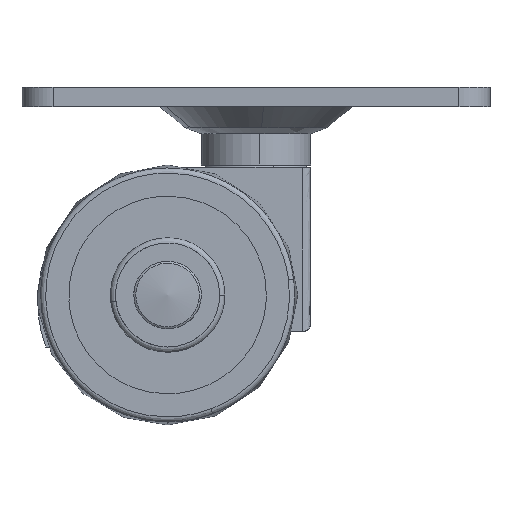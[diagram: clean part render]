
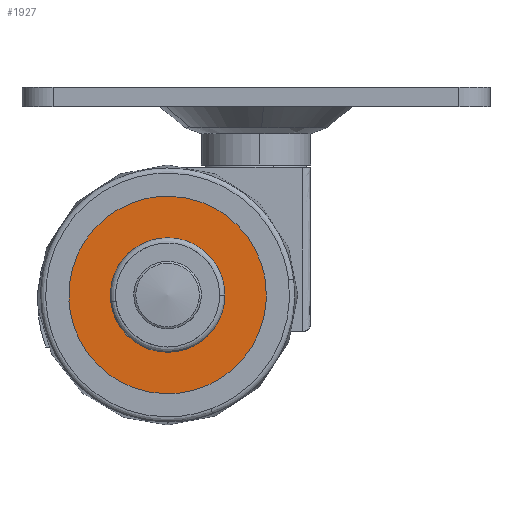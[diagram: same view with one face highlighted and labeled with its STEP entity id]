
A CAD part, front view. The second image highlights one B-rep face of the part: STEP entity #1927.
In plain terms, the highlighted free-form (B-spline) face has degree [1, 1] with [2, 2] control points.
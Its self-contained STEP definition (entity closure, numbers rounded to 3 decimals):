
#316=CARTESIAN_POINT('',(-8.609,16.0,6.848));
#317=VERTEX_POINT('',#316);
#323=CARTESIAN_POINT('',(0.0,16.0,-11.0));
#324=VERTEX_POINT('',#323);
#325=CARTESIAN_POINT('',(0.0,16.0,-11.0));
#326=CARTESIAN_POINT('',(-11.0,16.,-11.0));
#327=CARTESIAN_POINT('',(-11.0,16.0,0.0));
#328=CARTESIAN_POINT('',(-11.0,16.,3.841));
#329=CARTESIAN_POINT('',(-8.609,16.,6.848));
#337=(BOUNDED_CURVE()B_SPLINE_CURVE(2,(#325,#326,#327,#328,#329),.UNSPECIFIED.,.F.,.U.)B_SPLINE_CURVE_WITH_KNOTS((3,2,3),(0.5,0.75,0.858),.UNSPECIFIED.)CURVE()GEOMETRIC_REPRESENTATION_ITEM()RATIONAL_B_SPLINE_CURVE((1.0,0.707,1.0,0.874,0.856))REPRESENTATION_ITEM(''));
#338=EDGE_CURVE('',#324,#317,#337,.T.);
#340=CARTESIAN_POINT('',(6.848,16.0,8.609));
#341=VERTEX_POINT('',#340);
#342=CARTESIAN_POINT('',(6.848,16.,8.609));
#343=CARTESIAN_POINT('',(11.0,16.0,5.306));
#344=CARTESIAN_POINT('',(11.0,16.0,0.0));
#345=CARTESIAN_POINT('',(11.0,16.,-11.0));
#346=CARTESIAN_POINT('',(0.0,16.0,-11.0));
#354=(BOUNDED_CURVE()B_SPLINE_CURVE(2,(#342,#343,#344,#345,#346),.UNSPECIFIED.,.F.,.U.)B_SPLINE_CURVE_WITH_KNOTS((3,2,3),(0.108,0.25,0.5),.UNSPECIFIED.)CURVE()GEOMETRIC_REPRESENTATION_ITEM()RATIONAL_B_SPLINE_CURVE((0.856,0.833,1.0,0.707,1.0))REPRESENTATION_ITEM(''));
#355=EDGE_CURVE('',#341,#324,#354,.T.);
#395=CARTESIAN_POINT('',(0.0,16.0,11.0));
#396=VERTEX_POINT('',#395);
#397=CARTESIAN_POINT('',(0.0,16.0,11.0));
#398=CARTESIAN_POINT('',(3.841,16.0,11.0));
#399=CARTESIAN_POINT('',(6.848,16.,8.609));
#407=(BOUNDED_CURVE()B_SPLINE_CURVE(2,(#397,#398,#399),.UNSPECIFIED.,.F.,.U.)B_SPLINE_CURVE_WITH_KNOTS((3,3),(0.0,0.108),.UNSPECIFIED.)CURVE()GEOMETRIC_REPRESENTATION_ITEM()RATIONAL_B_SPLINE_CURVE((1.0,0.874,0.856))REPRESENTATION_ITEM(''));
#408=EDGE_CURVE('',#396,#341,#407,.T.);
#410=CARTESIAN_POINT('',(-8.609,16.,6.848));
#411=CARTESIAN_POINT('',(-5.306,16.,11.));
#412=CARTESIAN_POINT('',(0.0,16.0,11.0));
#420=(BOUNDED_CURVE()B_SPLINE_CURVE(2,(#410,#411,#412),.UNSPECIFIED.,.F.,.U.)B_SPLINE_CURVE_WITH_KNOTS((3,3),(0.858,1.0),.UNSPECIFIED.)CURVE()GEOMETRIC_REPRESENTATION_ITEM()RATIONAL_B_SPLINE_CURVE((0.856,0.833,1.0))REPRESENTATION_ITEM(''));
#421=EDGE_CURVE('',#317,#396,#420,.T.);
#462=CARTESIAN_POINT('',(18.867,16.,2.243));
#463=VERTEX_POINT('',#462);
#464=CARTESIAN_POINT('',(0.0,16.0,-19.0));
#465=VERTEX_POINT('',#464);
#466=CARTESIAN_POINT('',(18.867,16.,2.243));
#467=CARTESIAN_POINT('',(19.0,16.,1.125));
#468=CARTESIAN_POINT('',(19.0,16.0,0.0));
#469=CARTESIAN_POINT('',(19.,16.,-19.));
#470=CARTESIAN_POINT('',(0.0,16.0,-19.0));
#478=(BOUNDED_CURVE()B_SPLINE_CURVE(2,(#466,#467,#468,#469,#470),.UNSPECIFIED.,.F.,.U.)B_SPLINE_CURVE_WITH_KNOTS((3,2,3),(0.23,0.25,0.5),.UNSPECIFIED.)CURVE()GEOMETRIC_REPRESENTATION_ITEM()RATIONAL_B_SPLINE_CURVE((0.956,0.976,1.0,0.707,1.0))REPRESENTATION_ITEM(''));
#479=EDGE_CURVE('',#463,#465,#478,.T.);
#481=CARTESIAN_POINT('',(-18.965,16.,-1.16));
#482=VERTEX_POINT('',#481);
#483=CARTESIAN_POINT('',(0.0,16.0,-19.0));
#484=CARTESIAN_POINT('',(-17.873,16.0,-19.));
#485=CARTESIAN_POINT('',(-18.965,16.,-1.16));
#493=(BOUNDED_CURVE()B_SPLINE_CURVE(2,(#483,#484,#485),.UNSPECIFIED.,.F.,.U.)B_SPLINE_CURVE_WITH_KNOTS((3,3),(0.5,0.739),.UNSPECIFIED.)CURVE()GEOMETRIC_REPRESENTATION_ITEM()RATIONAL_B_SPLINE_CURVE((1.0,0.72,0.976))REPRESENTATION_ITEM(''));
#494=EDGE_CURVE('',#465,#482,#493,.T.);
#561=CARTESIAN_POINT('',(0.0,16.0,19.0));
#562=VERTEX_POINT('',#561);
#563=CARTESIAN_POINT('',(0.0,16.0,19.0));
#564=CARTESIAN_POINT('',(16.875,16.,19.));
#565=CARTESIAN_POINT('',(18.867,16.,2.243));
#573=(BOUNDED_CURVE()B_SPLINE_CURVE(2,(#563,#564,#565),.UNSPECIFIED.,.F.,.U.)B_SPLINE_CURVE_WITH_KNOTS((3,3),(0.0,0.23),.UNSPECIFIED.)CURVE()GEOMETRIC_REPRESENTATION_ITEM()RATIONAL_B_SPLINE_CURVE((1.0,0.731,0.956))REPRESENTATION_ITEM(''));
#574=EDGE_CURVE('',#562,#463,#573,.T.);
#608=CARTESIAN_POINT('',(-18.965,16.,-1.16));
#609=CARTESIAN_POINT('',(-19.0,16.0,-0.58));
#610=CARTESIAN_POINT('',(-19.0,16.0,0.0));
#611=CARTESIAN_POINT('',(-19.,16.,19.));
#612=CARTESIAN_POINT('',(0.0,16.0,19.0));
#620=(BOUNDED_CURVE()B_SPLINE_CURVE(2,(#608,#609,#610,#611,#612),.UNSPECIFIED.,.F.,.U.)B_SPLINE_CURVE_WITH_KNOTS((3,2,3),(0.739,0.75,1.0),.UNSPECIFIED.)CURVE()GEOMETRIC_REPRESENTATION_ITEM()RATIONAL_B_SPLINE_CURVE((0.976,0.988,1.0,0.707,1.0))REPRESENTATION_ITEM(''));
#621=EDGE_CURVE('',#482,#562,#620,.T.);
#1910=CARTESIAN_POINT('',(-20.898,16.0,20.898));
#1911=CARTESIAN_POINT('',(-20.898,16.0,-20.898));
#1912=CARTESIAN_POINT('',(20.898,16.0,20.898));
#1913=CARTESIAN_POINT('',(20.898,16.0,-20.898));
#1914=B_SPLINE_SURFACE_WITH_KNOTS('',1,1,((#1910,#1912),(#1911,#1913)),.UNSPECIFIED.,.F.,.F.,.U.,(2,2),(2,2),(0.0,41.796),(0.0,41.795),.UNSPECIFIED.);
#1915=ORIENTED_EDGE('',*,*,#621,.F.);
#1916=ORIENTED_EDGE('',*,*,#494,.F.);
#1917=ORIENTED_EDGE('',*,*,#479,.F.);
#1918=ORIENTED_EDGE('',*,*,#574,.F.);
#1919=EDGE_LOOP('',(#1915,#1916,#1917,#1918));
#1920=FACE_OUTER_BOUND('',#1919,.T.);
#1921=ORIENTED_EDGE('',*,*,#338,.T.);
#1922=ORIENTED_EDGE('',*,*,#421,.T.);
#1923=ORIENTED_EDGE('',*,*,#408,.T.);
#1924=ORIENTED_EDGE('',*,*,#355,.T.);
#1925=EDGE_LOOP('',(#1921,#1922,#1923,#1924));
#1926=FACE_BOUND('',#1925,.T.);
#1927=ADVANCED_FACE('',(#1920,#1926),#1914,.T.);
